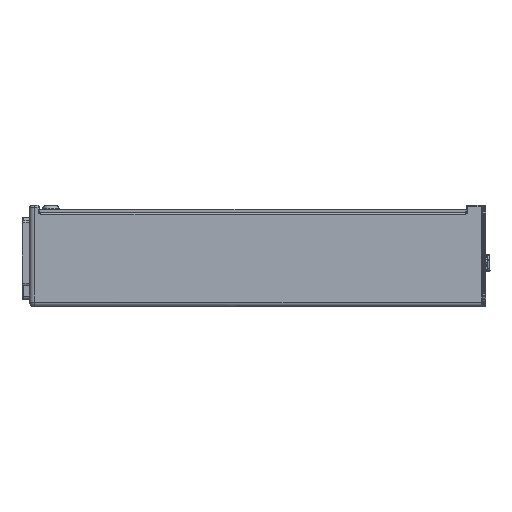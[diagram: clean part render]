
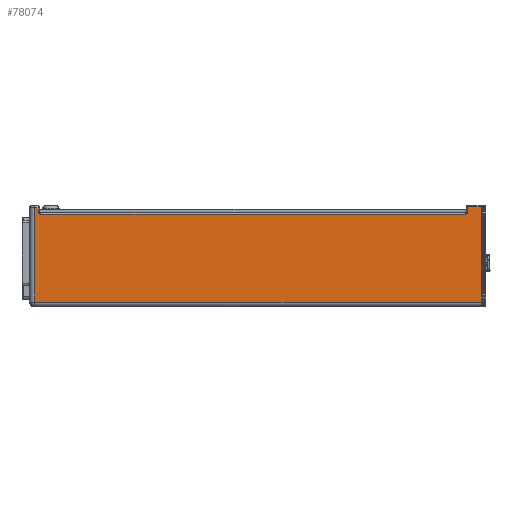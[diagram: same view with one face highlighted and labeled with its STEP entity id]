
A CAD part, left-side view. The second image highlights one B-rep face of the part: STEP entity #78074.
In plain terms, the highlighted planar face has unit normal (-1, 0, 0).
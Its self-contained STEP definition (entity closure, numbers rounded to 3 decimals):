
#6723=CIRCLE('',#84463,1.);
#6724=CIRCLE('',#84464,1.);
#10259=FACE_OUTER_BOUND('',#15036,.T.);
#15036=EDGE_LOOP('',(#58537,#58538,#58539,#58540,#58541,#58542,#58543,#58544,
#58545,#58546,#58547,#58548));
#20330=LINE('',#113023,#27027);
#20334=LINE('',#113079,#27031);
#20335=LINE('',#113080,#27032);
#20338=LINE('',#113087,#27035);
#20339=LINE('',#113089,#27036);
#20340=LINE('',#113091,#27037);
#20341=LINE('',#113095,#27038);
#20342=LINE('',#113097,#27039);
#20343=LINE('',#113101,#27040);
#20344=LINE('',#113102,#27041);
#27027=VECTOR('',#94820,1000.);
#27031=VECTOR('',#94832,10.);
#27032=VECTOR('',#94833,1000.);
#27035=VECTOR('',#94840,1000.);
#27036=VECTOR('',#94841,1000.);
#27037=VECTOR('',#94842,1000.);
#27038=VECTOR('',#94845,10.);
#27039=VECTOR('',#94846,1000.);
#27040=VECTOR('',#94849,1000.);
#27041=VECTOR('',#94850,1000.);
#33862=VERTEX_POINT('',#113003);
#33865=VERTEX_POINT('',#113010);
#33872=VERTEX_POINT('',#113076);
#33873=VERTEX_POINT('',#113078);
#33875=VERTEX_POINT('',#113086);
#33876=VERTEX_POINT('',#113088);
#33877=VERTEX_POINT('',#113090);
#33878=VERTEX_POINT('',#113092);
#33879=VERTEX_POINT('',#113094);
#33880=VERTEX_POINT('',#113096);
#33881=VERTEX_POINT('',#113098);
#33882=VERTEX_POINT('',#113100);
#42956=EDGE_CURVE('',#33862,#33865,#20330,.T.);
#42963=EDGE_CURVE('',#33872,#33873,#20334,.T.);
#42964=EDGE_CURVE('',#33865,#33873,#20335,.T.);
#42967=EDGE_CURVE('',#33872,#33875,#20338,.T.);
#42968=EDGE_CURVE('',#33875,#33876,#20339,.T.);
#42969=EDGE_CURVE('',#33876,#33877,#20340,.T.);
#42970=EDGE_CURVE('',#33878,#33877,#6723,.T.);
#42971=EDGE_CURVE('',#33878,#33879,#20341,.T.);
#42972=EDGE_CURVE('',#33879,#33880,#20342,.T.);
#42973=EDGE_CURVE('',#33880,#33881,#6724,.T.);
#42974=EDGE_CURVE('',#33881,#33882,#20343,.T.);
#42975=EDGE_CURVE('',#33882,#33862,#20344,.T.);
#58537=ORIENTED_EDGE('',*,*,#42963,.F.);
#58538=ORIENTED_EDGE('',*,*,#42967,.T.);
#58539=ORIENTED_EDGE('',*,*,#42968,.T.);
#58540=ORIENTED_EDGE('',*,*,#42969,.T.);
#58541=ORIENTED_EDGE('',*,*,#42970,.F.);
#58542=ORIENTED_EDGE('',*,*,#42971,.T.);
#58543=ORIENTED_EDGE('',*,*,#42972,.T.);
#58544=ORIENTED_EDGE('',*,*,#42973,.T.);
#58545=ORIENTED_EDGE('',*,*,#42974,.T.);
#58546=ORIENTED_EDGE('',*,*,#42975,.T.);
#58547=ORIENTED_EDGE('',*,*,#42956,.T.);
#58548=ORIENTED_EDGE('',*,*,#42964,.T.);
#75152=PLANE('',#84462);
#78074=ADVANCED_FACE('',(#10259),#75152,.T.);
#84462=AXIS2_PLACEMENT_3D('',#113085,#94838,#94839);
#84463=AXIS2_PLACEMENT_3D('',#113093,#94843,#94844);
#84464=AXIS2_PLACEMENT_3D('',#113099,#94847,#94848);
#94820=DIRECTION('',(0.,0.,-1.));
#94832=DIRECTION('',(0.,1.,0.));
#94833=DIRECTION('',(0.,-1.,0.));
#94838=DIRECTION('center_axis',(-1.,0.,
0.));
#94839=DIRECTION('ref_axis',(0.,-1.,0.001));
#94840=DIRECTION('',(0.,0.,1.));
#94841=DIRECTION('',(0.,1.,0.));
#94842=DIRECTION('',(0.,0.,-1.));
#94843=DIRECTION('center_axis',(-1.,0.,
0.));
#94844=DIRECTION('ref_axis',(0.,-1.,0.012));
#94845=DIRECTION('',(0.,1.,0.));
#94846=DIRECTION('',(0.,1.,0.));
#94847=DIRECTION('center_axis',(1.,0.,0.));
#94848=DIRECTION('ref_axis',(0.,-1.,0.012));
#94849=DIRECTION('',(0.,0.,1.));
#94850=DIRECTION('',(0.,1.,0.));
#113003=CARTESIAN_POINT('',(-219.252,191.499,42.3));
#113010=CARTESIAN_POINT('',(-219.252,191.498,2.));
#113023=CARTESIAN_POINT('',(-219.252,191.498,0.));
#113076=CARTESIAN_POINT('',(-219.25,0.499,2.));
#113078=CARTESIAN_POINT('',(-219.252,180.498,2.));
#113079=CARTESIAN_POINT('',(-219.251,130.499,2.));
#113080=CARTESIAN_POINT('',(-219.251,18.498,2.));
#113085=CARTESIAN_POINT('Origin',(-219.251,146.599,40.15));
#113086=CARTESIAN_POINT('',(-219.25,0.499,42.8));
#113087=CARTESIAN_POINT('',(-219.25,0.499,42.8));
#113088=CARTESIAN_POINT('',(-219.25,6.199,42.8));
#113089=CARTESIAN_POINT('',(-219.25,-1.501,42.8));
#113090=CARTESIAN_POINT('',(-219.25,6.199,40.6));
#113091=CARTESIAN_POINT('',(-219.25,6.199,40.999));
#113092=CARTESIAN_POINT('',(-219.251,7.199,39.6));
#113093=CARTESIAN_POINT('Origin',(-219.251,7.199,40.6));
#113094=CARTESIAN_POINT('',(-219.252,180.499,39.6));
#113095=CARTESIAN_POINT('',(-219.251,130.499,39.6));
#113096=CARTESIAN_POINT('',(-219.252,188.799,39.6));
#113097=CARTESIAN_POINT('',(-219.251,48.499,39.6));
#113098=CARTESIAN_POINT('',(-219.252,189.799,40.6));
#113099=CARTESIAN_POINT('Origin',(-219.252,188.799,40.6));
#113100=CARTESIAN_POINT('',(-219.252,189.799,42.3));
#113101=CARTESIAN_POINT('',(-219.252,189.799,40.15));
#113102=CARTESIAN_POINT('',(-219.252,196.599,42.3));
